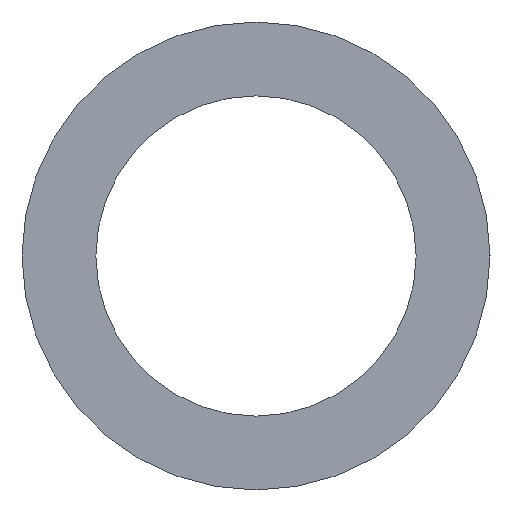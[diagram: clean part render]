
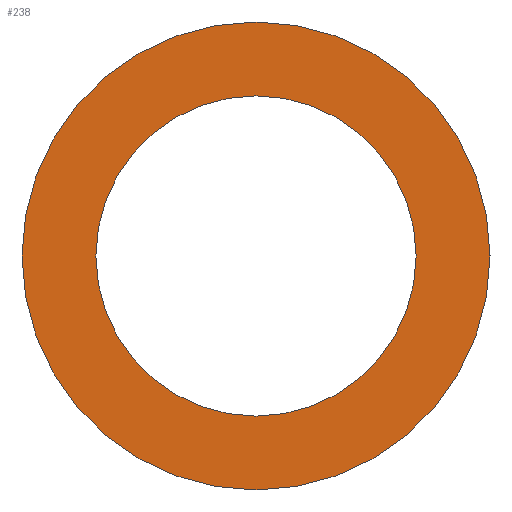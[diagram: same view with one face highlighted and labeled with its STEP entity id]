
A CAD part, left-side view. The second image highlights one B-rep face of the part: STEP entity #238.
In plain terms, the highlighted planar face has unit normal (-1, 0, 0).
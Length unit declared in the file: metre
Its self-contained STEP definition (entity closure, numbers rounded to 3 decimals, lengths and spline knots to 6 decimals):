
#2 = DIRECTION ( 'NONE',  ( 0., 0., -1. ) ) ;
#7 = DIRECTION ( 'NONE',  ( 1., 0., 0. ) ) ;
#20 = DIRECTION ( 'NONE',  ( 1., 0., 0. ) ) ;
#23 = DIRECTION ( 'NONE',  ( 1., 0., 0. ) ) ;
#32 = AXIS2_PLACEMENT_3D ( 'NONE', #110, #20, #146 ) ;
#34 = CARTESIAN_POINT ( 'NONE',  ( 0., 0., 0. ) ) ;
#53 = VERTEX_POINT ( 'NONE', #143 ) ;
#61 = AXIS2_PLACEMENT_3D ( 'NONE', #131, #23, #2 ) ;
#65 = EDGE_CURVE ( 'NONE', #53, #108, #239, .T. ) ;
#71 = ORIENTED_EDGE ( 'NONE', *, *, #65, .F. ) ;
#76 = CARTESIAN_POINT ( 'NONE',  ( 0., 0., -0.13 ) ) ;
#81 = EDGE_LOOP ( 'NONE', ( #122, #124 ) ) ;
#86 = AXIS2_PLACEMENT_3D ( 'NONE', #34, #118, #176 ) ;
#93 = CARTESIAN_POINT ( 'NONE',  ( 0., 0., 0. ) ) ;
#95 = AXIS2_PLACEMENT_3D ( 'NONE', #93, #232, #188 ) ;
#100 = PLANE ( 'NONE',  #86 ) ;
#101 = VERTEX_POINT ( 'NONE', #76 ) ;
#104 = EDGE_CURVE ( 'NONE', #101, #121, #107, .T. ) ;
#107 = CIRCLE ( 'NONE', #95, 0.13 ) ;
#108 = VERTEX_POINT ( 'NONE', #115 ) ;
#109 = AXIS2_PLACEMENT_3D ( 'NONE', #116, #7, #148 ) ;
#110 = CARTESIAN_POINT ( 'NONE',  ( 0., 0., 0. ) ) ;
#115 = CARTESIAN_POINT ( 'NONE',  ( 0., 0., -0.19 ) ) ;
#116 = CARTESIAN_POINT ( 'NONE',  ( 0., 0., 0. ) ) ;
#118 = DIRECTION ( 'NONE',  ( 1., 0., 0. ) ) ;
#121 = VERTEX_POINT ( 'NONE', #237 ) ;
#122 = ORIENTED_EDGE ( 'NONE', *, *, #130, .T. ) ;
#124 = ORIENTED_EDGE ( 'NONE', *, *, #104, .T. ) ;
#130 = EDGE_CURVE ( 'NONE', #121, #101, #245, .T. ) ;
#131 = CARTESIAN_POINT ( 'NONE',  ( 0., 0., 0. ) ) ;
#143 = CARTESIAN_POINT ( 'NONE',  ( 0., 0., 0.19 ) ) ;
#146 = DIRECTION ( 'NONE',  ( 0., 0., -1. ) ) ;
#148 = DIRECTION ( 'NONE',  ( 0., 0., -1. ) ) ;
#160 = EDGE_LOOP ( 'NONE', ( #71, #241 ) ) ;
#173 = FACE_BOUND ( 'NONE', #81, .T. ) ;
#176 = DIRECTION ( 'NONE',  ( 0., 0., -1. ) ) ;
#188 = DIRECTION ( 'NONE',  ( 0., 0., -1. ) ) ;
#194 = FACE_OUTER_BOUND ( 'NONE', #160, .T. ) ;
#202 = EDGE_CURVE ( 'NONE', #108, #53, #210, .T. ) ;
#210 = CIRCLE ( 'NONE', #109, 0.19 ) ;
#232 = DIRECTION ( 'NONE',  ( 1., 0., 0. ) ) ;
#237 = CARTESIAN_POINT ( 'NONE',  ( 0., 0., 0.13 ) ) ;
#238 = ADVANCED_FACE ( 'NONE', ( #194, #173 ), #100, .F. ) ;
#239 = CIRCLE ( 'NONE', #32, 0.19 ) ;
#241 = ORIENTED_EDGE ( 'NONE', *, *, #202, .F. ) ;
#245 = CIRCLE ( 'NONE', #61, 0.13 ) ;
